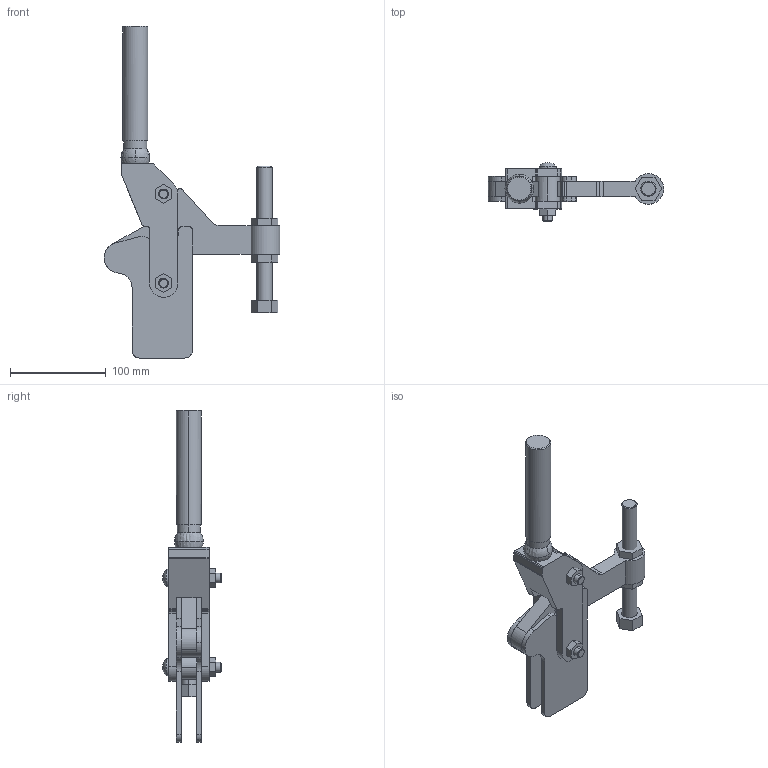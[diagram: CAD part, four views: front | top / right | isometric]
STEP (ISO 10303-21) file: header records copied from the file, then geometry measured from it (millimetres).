
FILE_DESCRIPTION(('CATIA V5 STEP Exchange'),'2;1');
FILE_NAME('MODULSPANNER_TS_V_HD_2500_S_357831_TUENKERS.stp','2019-02-06T07:05:34+00:00',('none'),('none'),'CATIA Version 5 Release 19 SP 9 (IN-10)','CATIA V5 STEP AP214','none');
FILE_SCHEMA(('AUTOMOTIVE_DESIGN { 1 0 10303 214 1 1 1 1 }'));
Length unit declared in the file: millimetre
Products named in the file (1): MODULSPANNER_TS_V_HD_2500_S_357831
Bounding box: 183 x 61.5 x 346.25 mm (x, y, z)
Volume: 455276.4 mm3; surface area: 129209.3 mm2
Topology: 5 solids, 6 shells, 219 faces, 598 edges, 391 vertices
Faces by surface type: cylinder 107, plane 96, cone 8, sphere 8
Entity records: 7549 total; most frequent: CARTESIAN_POINT 2120, ORIENTED_EDGE 1180, DIRECTION 949, EDGE_CURVE 590, AXIS2_PLACEMENT_3D 400, VERTEX_POINT 391, VECTOR 331, LINE 331
